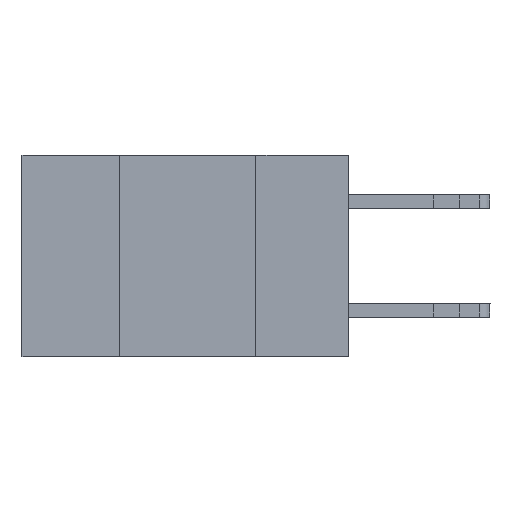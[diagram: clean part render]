
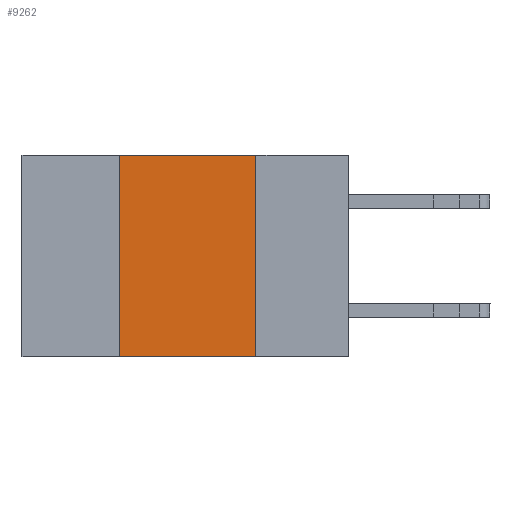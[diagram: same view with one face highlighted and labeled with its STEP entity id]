
A CAD part, left-side view. The second image highlights one B-rep face of the part: STEP entity #9262.
In plain terms, the highlighted planar face has unit normal (-1, 0, 0).
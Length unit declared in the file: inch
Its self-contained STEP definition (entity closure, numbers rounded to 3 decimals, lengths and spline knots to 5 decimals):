
#1499 = EDGE_CURVE ( 'NONE', #18809, #10622, #7058, .T. ) ;
#2154 = DIRECTION ( 'NONE',  ( 0., 0., -1. ) ) ;
#2262 = VECTOR ( 'NONE', #18804, 39.37008 ) ;
#3342 = CARTESIAN_POINT ( 'NONE',  ( 0., 0.6, -0.37 ) ) ;
#4927 = ORIENTED_EDGE ( 'NONE', *, *, #1499, .F. ) ;
#5223 = EDGE_LOOP ( 'NONE', ( #7506, #4927, #12016, #11785 ) ) ;
#5674 = CARTESIAN_POINT ( 'NONE',  ( 0., 0.42, 0. ) ) ;
#5707 = FACE_OUTER_BOUND ( 'NONE', #5223, .T. ) ;
#5846 = CARTESIAN_POINT ( 'NONE',  ( 0., 0.17, 0. ) ) ;
#6974 = LINE ( 'NONE', #3342, #22432 ) ;
#7058 = LINE ( 'NONE', #20579, #2262 ) ;
#7255 = LINE ( 'NONE', #12396, #9263 ) ;
#7506 = ORIENTED_EDGE ( 'NONE', *, *, #23427, .F. ) ;
#7796 = EDGE_CURVE ( 'NONE', #15904, #9170, #6974, .T. ) ;
#7939 = CARTESIAN_POINT ( 'NONE',  ( 0., 0.17, -0.37 ) ) ;
#9170 = VERTEX_POINT ( 'NONE', #7939 ) ;
#9262 = ADVANCED_FACE ( 'NONE', ( #5707 ), #15517, .F. ) ;
#9263 = VECTOR ( 'NONE', #16330, 39.37008 ) ;
#10281 = DIRECTION ( 'NONE',  ( 0., 0., -1. ) ) ;
#10622 = VERTEX_POINT ( 'NONE', #5846 ) ;
#11785 = ORIENTED_EDGE ( 'NONE', *, *, #7796, .T. ) ;
#12016 = ORIENTED_EDGE ( 'NONE', *, *, #19293, .F. ) ;
#12396 = CARTESIAN_POINT ( 'NONE',  ( 0., 0.42, 0. ) ) ;
#12528 = CARTESIAN_POINT ( 'NONE',  ( 0., 0.42, -0.37 ) ) ;
#13089 = CARTESIAN_POINT ( 'NONE',  ( 0., 0.17, 0. ) ) ;
#14066 = DIRECTION ( 'NONE',  ( 0., -1., 0. ) ) ;
#15517 = PLANE ( 'NONE',  #16682 ) ;
#15904 = VERTEX_POINT ( 'NONE', #12528 ) ;
#16330 = DIRECTION ( 'NONE',  ( 0., 0., 1. ) ) ;
#16682 = AXIS2_PLACEMENT_3D ( 'NONE', #21052, #22891, #10281 ) ;
#18804 = DIRECTION ( 'NONE',  ( 0., -1., 0. ) ) ;
#18809 = VERTEX_POINT ( 'NONE', #5674 ) ;
#19293 = EDGE_CURVE ( 'NONE', #15904, #18809, #7255, .T. ) ;
#20579 = CARTESIAN_POINT ( 'NONE',  ( 0., 0.6, 0. ) ) ;
#21052 = CARTESIAN_POINT ( 'NONE',  ( 0., 0.6, 0. ) ) ;
#21871 = LINE ( 'NONE', #13089, #22168 ) ;
#22168 = VECTOR ( 'NONE', #2154, 39.37008 ) ;
#22432 = VECTOR ( 'NONE', #14066, 39.37008 ) ;
#22891 = DIRECTION ( 'NONE',  ( 1., 0., 0. ) ) ;
#23427 = EDGE_CURVE ( 'NONE', #10622, #9170, #21871, .T. ) ;
